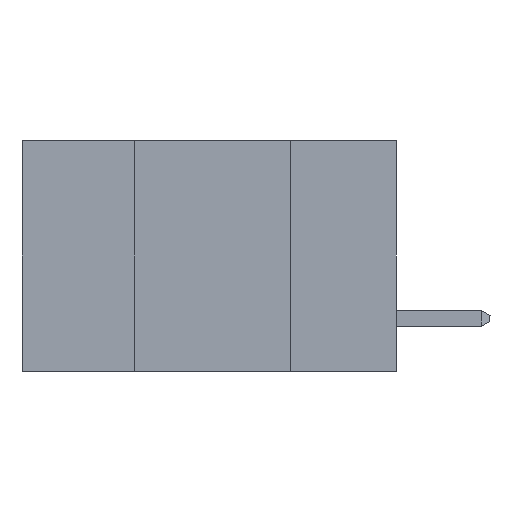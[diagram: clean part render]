
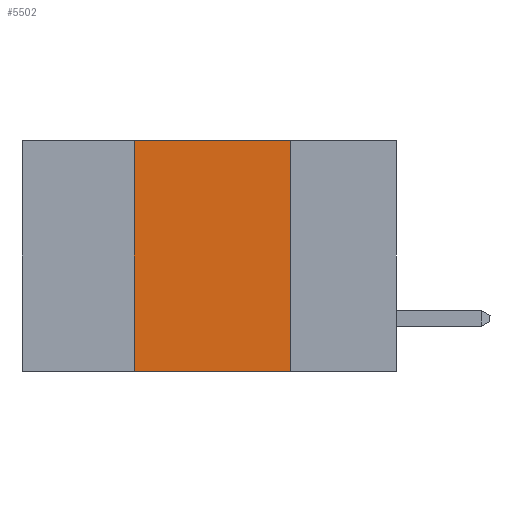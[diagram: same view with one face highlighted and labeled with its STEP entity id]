
A CAD part, left-side view. The second image highlights one B-rep face of the part: STEP entity #5502.
In plain terms, the highlighted planar face has unit normal (-1, 0, 0).
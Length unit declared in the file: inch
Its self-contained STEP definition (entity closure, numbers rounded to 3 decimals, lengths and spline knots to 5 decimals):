
#88 = ORIENTED_EDGE ( 'NONE', *, *, #9171, .T. ) ;
#188 = CARTESIAN_POINT ( 'NONE',  ( 0., 0.42, -0.37 ) ) ;
#353 = CARTESIAN_POINT ( 'NONE',  ( 0., 0.6, -0.37 ) ) ;
#1633 = LINE ( 'NONE', #9714, #10339 ) ;
#2600 = EDGE_LOOP ( 'NONE', ( #12259, #5157, #3036, #88 ) ) ;
#3031 = DIRECTION ( 'NONE',  ( 0., -1., 0. ) ) ;
#3036 = ORIENTED_EDGE ( 'NONE', *, *, #8853, .F. ) ;
#3221 = DIRECTION ( 'NONE',  ( 0., 0., -1. ) ) ;
#4094 = CARTESIAN_POINT ( 'NONE',  ( 0., 0.17, -0.37 ) ) ;
#4121 = DIRECTION ( 'NONE',  ( 0., 0., 1. ) ) ;
#4641 = VERTEX_POINT ( 'NONE', #4094 ) ;
#4908 = VECTOR ( 'NONE', #6266, 39.37008 ) ;
#5106 = VERTEX_POINT ( 'NONE', #7948 ) ;
#5157 = ORIENTED_EDGE ( 'NONE', *, *, #11745, .F. ) ;
#5312 = EDGE_CURVE ( 'NONE', #10627, #4641, #1633, .T. ) ;
#5502 = ADVANCED_FACE ( 'NONE', ( #7043 ), #11744, .F. ) ;
#5709 = DIRECTION ( 'NONE',  ( 0., 0., -1. ) ) ;
#6266 = DIRECTION ( 'NONE',  ( 0., -1., 0. ) ) ;
#7043 = FACE_OUTER_BOUND ( 'NONE', #2600, .T. ) ;
#7948 = CARTESIAN_POINT ( 'NONE',  ( 0., 0.42, 0. ) ) ;
#8101 = DIRECTION ( 'NONE',  ( 1., 0., 0. ) ) ;
#8468 = CARTESIAN_POINT ( 'NONE',  ( 0., 0.17, 0. ) ) ;
#8499 = AXIS2_PLACEMENT_3D ( 'NONE', #10913, #8101, #3221 ) ;
#8851 = LINE ( 'NONE', #353, #10382 ) ;
#8853 = EDGE_CURVE ( 'NONE', #10829, #5106, #8933, .T. ) ;
#8867 = CARTESIAN_POINT ( 'NONE',  ( 0., 0.42, -0.37 ) ) ;
#8933 = LINE ( 'NONE', #8867, #11786 ) ;
#9171 = EDGE_CURVE ( 'NONE', #10829, #4641, #8851, .T. ) ;
#9714 = CARTESIAN_POINT ( 'NONE',  ( 0., 0.17, -0.37 ) ) ;
#10143 = LINE ( 'NONE', #11925, #4908 ) ;
#10339 = VECTOR ( 'NONE', #5709, 39.37008 ) ;
#10382 = VECTOR ( 'NONE', #3031, 39.37008 ) ;
#10627 = VERTEX_POINT ( 'NONE', #8468 ) ;
#10829 = VERTEX_POINT ( 'NONE', #188 ) ;
#10913 = CARTESIAN_POINT ( 'NONE',  ( 0., 0.6, 0. ) ) ;
#11744 = PLANE ( 'NONE',  #8499 ) ;
#11745 = EDGE_CURVE ( 'NONE', #5106, #10627, #10143, .T. ) ;
#11786 = VECTOR ( 'NONE', #4121, 39.37008 ) ;
#11925 = CARTESIAN_POINT ( 'NONE',  ( 0., 0.6, 0. ) ) ;
#12259 = ORIENTED_EDGE ( 'NONE', *, *, #5312, .F. ) ;
